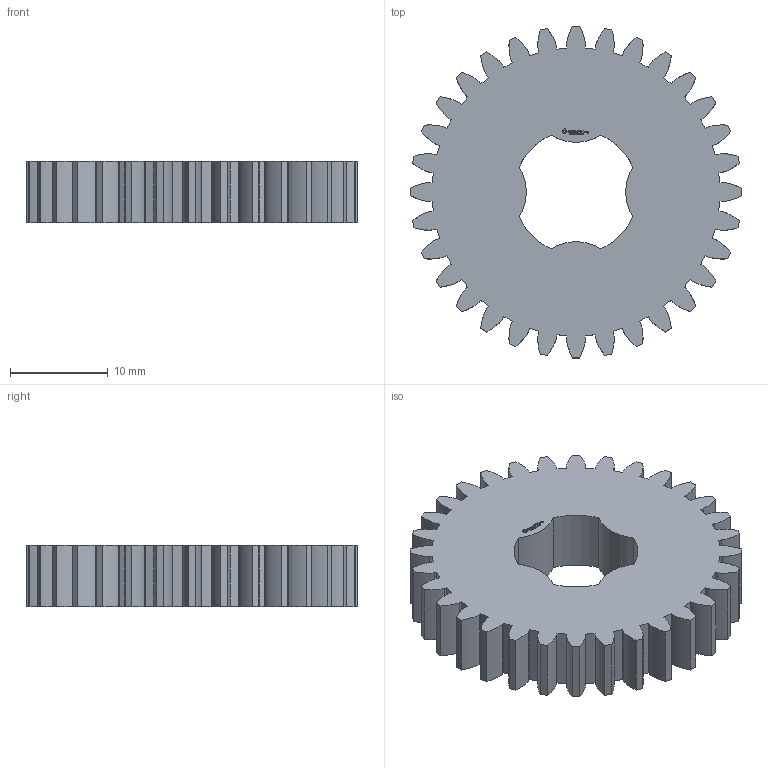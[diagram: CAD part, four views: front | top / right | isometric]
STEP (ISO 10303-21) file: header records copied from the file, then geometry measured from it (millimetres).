
FILE_DESCRIPTION(('FreeCAD Model'),'2;1');
FILE_NAME('Open CASCADE Shape Model','2024-03-09T19:18:52',(''),(''), 'Open CASCADE STEP processor 7.6','FreeCAD','Unknown');
FILE_SCHEMA(('AUTOMOTIVE_DESIGN { 1 0 10303 214 1 1 1 1 }'));
Length unit declared in the file: millimetre
Products named in the file (1): Gear Wheel PLN TTH32 BU00.50 SFT-SHD - SPN-GWH-0106 (stemfie.org)
Bounding box: 33.99 x 33.99 x 6.25 mm (x, y, z)
Volume: 4279.2 mm3; surface area: 2924.2 mm2
Topology: 1 solids, 1 shells, 667 faces, 1902 edges, 1268 vertices
Faces by surface type: extrusion 342, plane 317, cylinder 8
Entity records: 56840 total; most frequent: CARTESIAN_POINT 16522, DIRECTION 5348, VECTOR 4648, LINE 4306, ORIENTED_EDGE 3804, PCURVE 3804, DEFINITIONAL_REPRESENTATION 3804, EDGE_CURVE 1902
